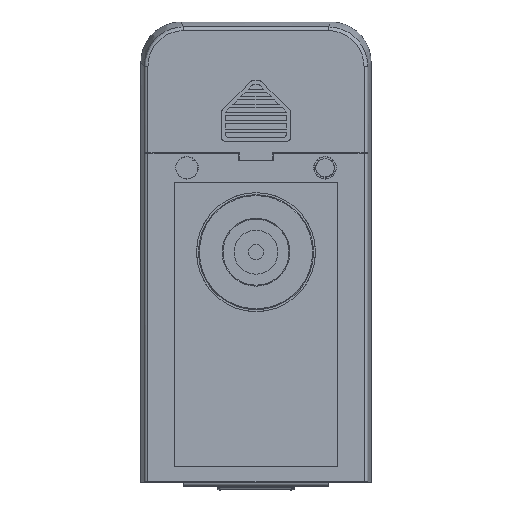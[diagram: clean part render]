
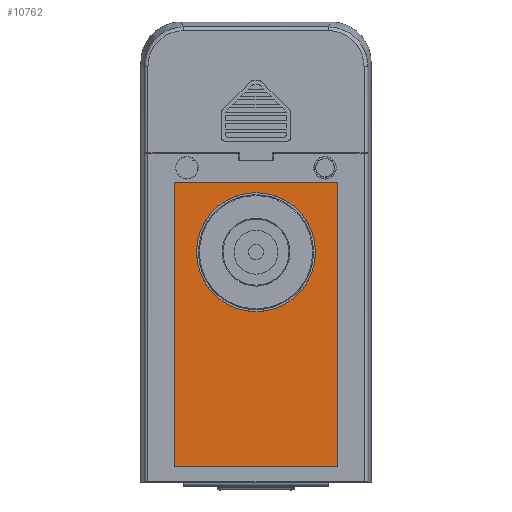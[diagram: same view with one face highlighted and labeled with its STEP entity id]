
A CAD part, front view. The second image highlights one B-rep face of the part: STEP entity #10762.
In plain terms, the highlighted planar face has unit normal (0, -1, 0).
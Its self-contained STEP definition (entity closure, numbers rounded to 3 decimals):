
#129 = EDGE_CURVE ( 'NONE', #462, #409, #3745, .T. ) ;
#169 = EDGE_CURVE ( 'NONE', #409, #462, #3811, .T. ) ;
#170 = EDGE_CURVE ( 'NONE', #445, #444, #3812, .T. ) ;
#171 = EDGE_CURVE ( 'NONE', #444, #447, #3806, .T. ) ;
#172 = EDGE_CURVE ( 'NONE', #447, #448, #3815, .T. ) ;
#173 = EDGE_CURVE ( 'NONE', #448, #445, #3817, .T. ) ;
#409 = VERTEX_POINT ( 'NONE', #4571 ) ;
#444 = VERTEX_POINT ( 'NONE', #4606 ) ;
#445 = VERTEX_POINT ( 'NONE', #4607 ) ;
#447 = VERTEX_POINT ( 'NONE', #4609 ) ;
#448 = VERTEX_POINT ( 'NONE', #4610 ) ;
#462 = VERTEX_POINT ( 'NONE', #4624 ) ;
#672 = ORIENTED_EDGE ( 'NONE', *, *, #169, .F. ) ;
#673 = ORIENTED_EDGE ( 'NONE', *, *, #129, .F. ) ;
#674 = ORIENTED_EDGE ( 'NONE', *, *, #170, .T. ) ;
#675 = ORIENTED_EDGE ( 'NONE', *, *, #171, .T. ) ;
#1223 = ORIENTED_EDGE ( 'NONE', *, *, #172, .T. ) ;
#1224 = ORIENTED_EDGE ( 'NONE', *, *, #173, .T. ) ;
#3142 = AXIS2_PLACEMENT_3D ( 'NONE', #3688, #3689, #3690 ) ;
#3151 = AXIS2_PLACEMENT_3D ( 'NONE', #4326, #4327, #4328 ) ;
#3688 = CARTESIAN_POINT ( 'NONE',  ( 0., 1.1, 0. ) ) ;
#3689 = DIRECTION ( 'NONE',  ( 0., -1., 0. ) ) ;
#3690 = DIRECTION ( 'NONE',  ( 0., 0., 1. ) ) ;
#3745 = CIRCLE ( 'NONE', #3142, 15.505 ) ;
#3806 = LINE ( 'NONE', #4325, #3816 ) ;
#3811 = CIRCLE ( 'NONE', #3151, 15.505 ) ;
#3812 = LINE ( 'NONE', #4319, #3814 ) ;
#3814 = VECTOR ( 'NONE', #4320, 1000. ) ;
#3815 = LINE ( 'NONE', #4331, #3818 ) ;
#3816 = VECTOR ( 'NONE', #4330, 1000. ) ;
#3817 = LINE ( 'NONE', #4333, #3820 ) ;
#3818 = VECTOR ( 'NONE', #4332, 1000. ) ;
#3820 = VECTOR ( 'NONE', #4334, 1000. ) ;
#4319 = CARTESIAN_POINT ( 'NONE',  ( 21.25, 1.1, 18.031 ) ) ;
#4320 = DIRECTION ( 'NONE',  ( -1., 0., 0. ) ) ;
#4325 = CARTESIAN_POINT ( 'NONE',  ( -21.245, 1.1, -55.904 ) ) ;
#4326 = CARTESIAN_POINT ( 'NONE',  ( 0., 1.1, 0. ) ) ;
#4327 = DIRECTION ( 'NONE',  ( 0., -1., 0. ) ) ;
#4328 = DIRECTION ( 'NONE',  ( 0., 0., 1. ) ) ;
#4330 = DIRECTION ( 'NONE',  ( 0., 0., -1. ) ) ;
#4331 = CARTESIAN_POINT ( 'NONE',  ( -21.25, 1.1, -55.899 ) ) ;
#4332 = DIRECTION ( 'NONE',  ( 1., 0., 0. ) ) ;
#4333 = CARTESIAN_POINT ( 'NONE',  ( 21.245, 1.1, -55.904 ) ) ;
#4334 = DIRECTION ( 'NONE',  ( 0., 0., 1. ) ) ;
#4571 = CARTESIAN_POINT ( 'NONE',  ( 0., 1.1, -15.505 ) ) ;
#4606 = CARTESIAN_POINT ( 'NONE',  ( -21.245, 1.1, 18.031 ) ) ;
#4607 = CARTESIAN_POINT ( 'NONE',  ( 21.245, 1.1, 18.031 ) ) ;
#4609 = CARTESIAN_POINT ( 'NONE',  ( -21.245, 1.1, -55.899 ) ) ;
#4610 = CARTESIAN_POINT ( 'NONE',  ( 21.245, 1.1, -55.899 ) ) ;
#4624 = CARTESIAN_POINT ( 'NONE',  ( 0., 1.1, 15.505 ) ) ;
#8322 = FACE_BOUND ( 'NONE', #8675, .T. ) ;
#8325 = FACE_OUTER_BOUND ( 'NONE', #8668, .T. ) ;
#8668 = EDGE_LOOP ( 'NONE', ( #674, #675, #1223, #1224 ) ) ;
#8675 = EDGE_LOOP ( 'NONE', ( #672, #673 ) ) ;
#9016 = AXIS2_PLACEMENT_3D ( 'NONE', #9952, #9961, #9962 ) ;
#9952 = CARTESIAN_POINT ( 'NONE',  ( -21.25, 1.1, 18.036 ) ) ;
#9956 = PLANE ( 'NONE',  #9016 ) ;
#9961 = DIRECTION ( 'NONE',  ( 0., 1., 0. ) ) ;
#9962 = DIRECTION ( 'NONE',  ( 0., 0., 1. ) ) ;
#10762 = ADVANCED_FACE ( 'NONE', ( #8322, #8325 ), #9956, .F. ) ;
